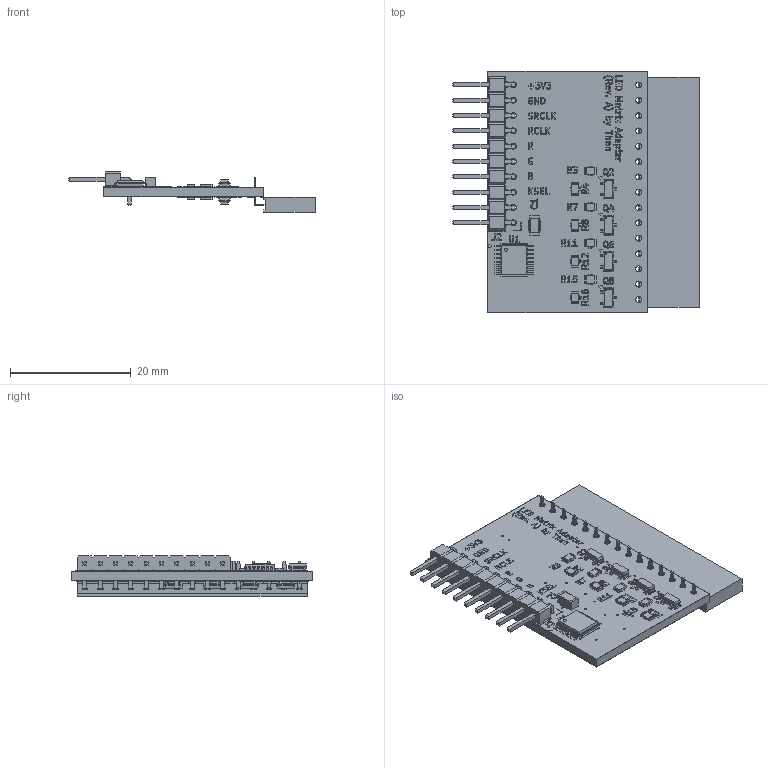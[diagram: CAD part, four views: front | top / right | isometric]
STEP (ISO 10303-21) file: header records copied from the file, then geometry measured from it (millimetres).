
FILE_DESCRIPTION(('KiCad electronic assembly'),'2;1');
FILE_NAME('Adapter.step','2025-12-25T22:16:26',('Pcbnew'),('Kicad'), 'Open CASCADE STEP processor 7.8','KiCad to STEP converter','Unknown' );
FILE_SCHEMA(('AUTOMOTIVE_DESIGN { 1 0 10303 214 1 1 1 1 }'));
Length unit declared in the file: millimetre
Products named in the file (10): Adapter 1; R_0805_2012Metric; SOT-23; PinHeader_1x10_P2.54mm_Horizontal; TSSOP-16_4.4x5mm_P0.65mm; C_1206_3216Metric; PinSocket_1x15_P2.54mm_Horizontal; Adapter_silkscreen; Adapter_soldermask; Adapter_PCB
Assembly tree (31 placements, depth 2):
  Adapter 1
    R_0805_2012Metric  x16
    SOT-23  x8
    PinHeader_1x10_P2.54mm_Horizontal
    TSSOP-16_4.4x5mm_P0.65mm
    C_1206_3216Metric
    PinSocket_1x15_P2.54mm_Horizontal
    Adapter_silkscreen
    Adapter_soldermask
    Adapter_PCB
Bounding box: 40.82 x 40 x 6.76 mm (x, y, z)
Volume: 2637.6 mm3; surface area: 6865.4 mm2
Topology: 29 solids, 212 shells, 2222 faces, 8381 edges, 6461 vertices
Faces by surface type: plane 1698, cylinder 388, bspline 136
Full cylindrical faces by diameter (mm): 0.3 x23, 1 x25
Entity records: 75051 total; most frequent: CARTESIAN_POINT 12691, DIRECTION 10062, ORIENTED_EDGE 9207, EDGE_CURVE 6150, VERTEX_POINT 5052, LINE 4880, VECTOR 4880, AXIS2_PLACEMENT_3D 2591
